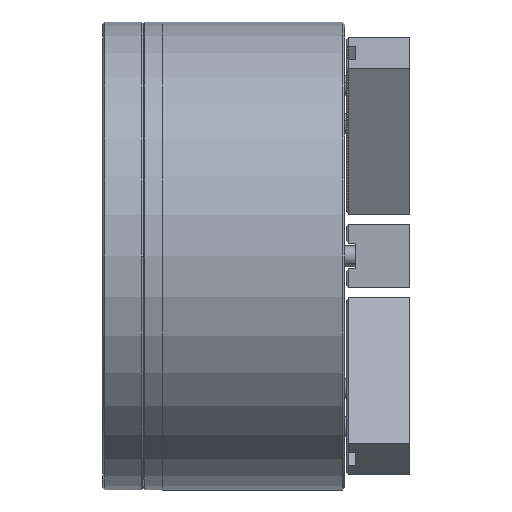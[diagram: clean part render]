
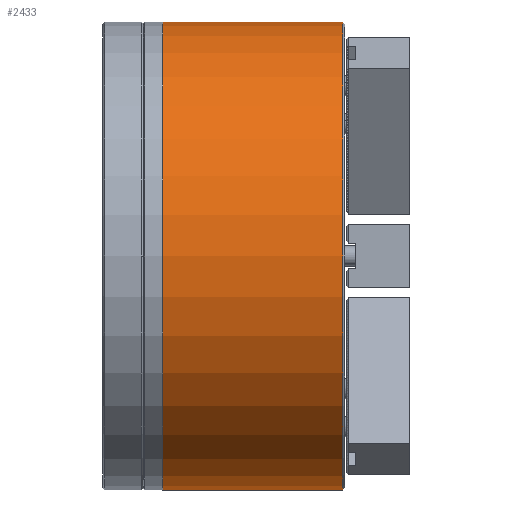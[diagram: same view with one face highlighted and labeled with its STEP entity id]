
A CAD part, front view. The second image highlights one B-rep face of the part: STEP entity #2433.
In plain terms, the highlighted cylindrical face has radius 230 mm (diameter 460 mm), a partial arc.
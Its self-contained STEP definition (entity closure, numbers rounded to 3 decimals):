
#452 = ORIENTED_EDGE ( 'NONE', *, *, #13089, .T. ) ;
#2433 = ADVANCED_FACE ( 'NONE', ( #8656 ), #9010, .T. ) ;
#3481 = VERTEX_POINT ( 'NONE', #21379 ) ;
#3745 = EDGE_CURVE ( 'NONE', #11556, #3481, #27568, .T. ) ;
#5040 = AXIS2_PLACEMENT_3D ( 'NONE', #14051, #14195, #14025 ) ;
#5773 = CARTESIAN_POINT ( 'NONE',  ( 177., 0., -230. ) ) ;
#8258 = CARTESIAN_POINT ( 'NONE',  ( 0., 0., -230. ) ) ;
#8656 = FACE_OUTER_BOUND ( 'NONE', #37164, .T. ) ;
#9010 = CYLINDRICAL_SURFACE ( 'NONE', #5040, 230. ) ;
#10332 = ORIENTED_EDGE ( 'NONE', *, *, #3745, .T. ) ;
#11511 = EDGE_CURVE ( 'NONE', #35416, #34344, #13189, .T. ) ;
#11556 = VERTEX_POINT ( 'NONE', #28396 ) ;
#13089 = EDGE_CURVE ( 'NONE', #35416, #11556, #25215, .T. ) ;
#13189 = LINE ( 'NONE', #29193, #30780 ) ;
#14025 = DIRECTION ( 'NONE',  ( 0., 0., 1. ) ) ;
#14051 = CARTESIAN_POINT ( 'NONE',  ( -116.102, 0., 0. ) ) ;
#14195 = DIRECTION ( 'NONE',  ( -1., 0., 0. ) ) ;
#15591 = EDGE_CURVE ( 'NONE', #3481, #34344, #20661, .T. ) ;
#18864 = DIRECTION ( 'NONE',  ( 0., 0., 1. ) ) ;
#18960 = DIRECTION ( 'NONE',  ( 1., 0., 0. ) ) ;
#18971 = CARTESIAN_POINT ( 'NONE',  ( 0., 0., 0. ) ) ;
#19717 = DIRECTION ( 'NONE',  ( 0., 0., 1. ) ) ;
#19726 = DIRECTION ( 'NONE',  ( -1., 0., 0. ) ) ;
#19778 = CARTESIAN_POINT ( 'NONE',  ( 177., 0., 0. ) ) ;
#20412 = ORIENTED_EDGE ( 'NONE', *, *, #15591, .T. ) ;
#20661 = CIRCLE ( 'NONE', #37079, 230. ) ;
#21379 = CARTESIAN_POINT ( 'NONE',  ( 0., 0., 230. ) ) ;
#22326 = DIRECTION ( 'NONE',  ( -1., 0., 0. ) ) ;
#23344 = CARTESIAN_POINT ( 'NONE',  ( -116.102, 0., 230. ) ) ;
#25215 = CIRCLE ( 'NONE', #38850, 230. ) ;
#27568 = LINE ( 'NONE', #23344, #28937 ) ;
#28213 = DIRECTION ( 'NONE',  ( -1., 0., 0. ) ) ;
#28396 = CARTESIAN_POINT ( 'NONE',  ( 177., 0., 230. ) ) ;
#28937 = VECTOR ( 'NONE', #22326, 1000. ) ;
#29193 = CARTESIAN_POINT ( 'NONE',  ( -116.102, 0., -230. ) ) ;
#30780 = VECTOR ( 'NONE', #28213, 1000. ) ;
#34344 = VERTEX_POINT ( 'NONE', #8258 ) ;
#35416 = VERTEX_POINT ( 'NONE', #5773 ) ;
#37079 = AXIS2_PLACEMENT_3D ( 'NONE', #18971, #18960, #18864 ) ;
#37164 = EDGE_LOOP ( 'NONE', ( #40407, #452, #10332, #20412 ) ) ;
#38850 = AXIS2_PLACEMENT_3D ( 'NONE', #19778, #19726, #19717 ) ;
#40407 = ORIENTED_EDGE ( 'NONE', *, *, #11511, .F. ) ;
